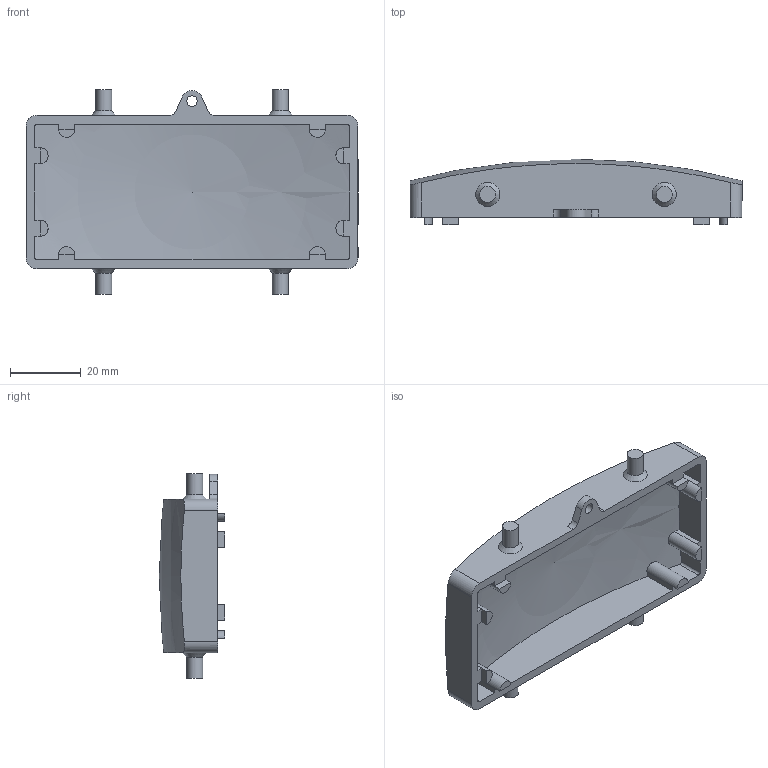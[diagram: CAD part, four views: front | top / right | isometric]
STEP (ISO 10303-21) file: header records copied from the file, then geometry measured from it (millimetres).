
FILE_DESCRIPTION (( 'STEP AP214' ), '1' );
FILE_NAME ('ZP-MC16B-2-DCVPM.STEP', '2011-11-21T13:40:56', ( '.adc' ), ( '' ), 'SwSTEP 2.0', 'SolidWorks 2011', '' );
FILE_SCHEMA (( 'AUTOMOTIVE_DESIGN' ));
Length unit declared in the file: millimetre
Products named in the file (1): ZP-MC16B-2-DCVPM
Bounding box: 94 x 18.5 x 58 mm (x, y, z)
Volume: 18650.2 mm3; surface area: 15676.9 mm2
Topology: 9 solids, 9 shells, 98 faces, 228 edges, 147 vertices
Faces by surface type: plane 68, cylinder 24, cone 4, sphere 2
Full cylindrical faces by diameter (mm): 3 x1, 4.519 x4
Entity records: 3238 total; most frequent: CARTESIAN_POINT 775, DIRECTION 466, ORIENTED_EDGE 424, EDGE_CURVE 212, AXIS2_PLACEMENT_3D 171, VERTEX_POINT 142, LINE 124, VECTOR 124
